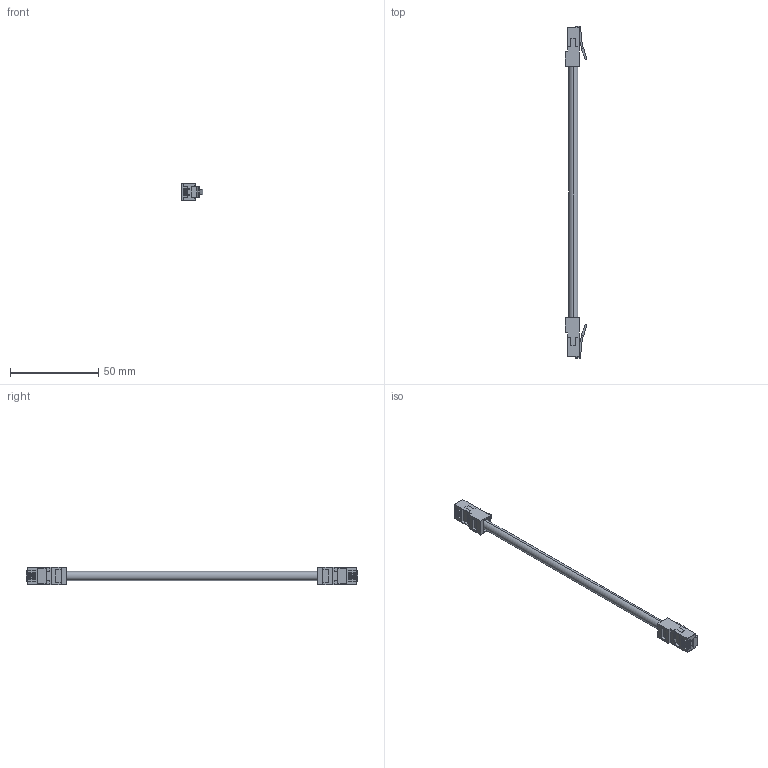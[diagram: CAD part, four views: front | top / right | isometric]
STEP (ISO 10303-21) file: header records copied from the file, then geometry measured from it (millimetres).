
FILE_DESCRIPTION (( 'STEP AP203' ), '1' );
FILE_NAME ('TRDU45SCR.STEP', '2010-11-12T13:29:24', ( 'x' ), ( 'Microsoft' ), 'SwSTEP 2.0', 'SolidWorks 2010', '' );
FILE_SCHEMA (( 'CONFIG_CONTROL_DESIGN' ));
Length unit declared in the file: inch
Products named in the file (3): TFC2002-PROD_6" LONG; TRDU45SCR; A5555175_RJ11 Plug
Assembly tree (3 placements, depth 2):
  TRDU45SCR
    A5555175_RJ11 Plug  x2
    TFC2002-PROD_6" LONG
Bounding box: 12.32 x 188.16 x 9.68 mm (x, y, z)
Volume: 5844.1 mm3; surface area: 5475.4 mm2
Topology: 3 solids, 3 shells, 318 faces, 898 edges, 596 vertices
Faces by surface type: plane 232, cylinder 58, bspline 28
Entity records: 6813 total; most frequent: CARTESIAN_POINT 2381, ORIENTED_EDGE 904, DIRECTION 778, EDGE_CURVE 452, LINE 352, VECTOR 352, VERTEX_POINT 300, AXIS2_PLACEMENT_3D 213
